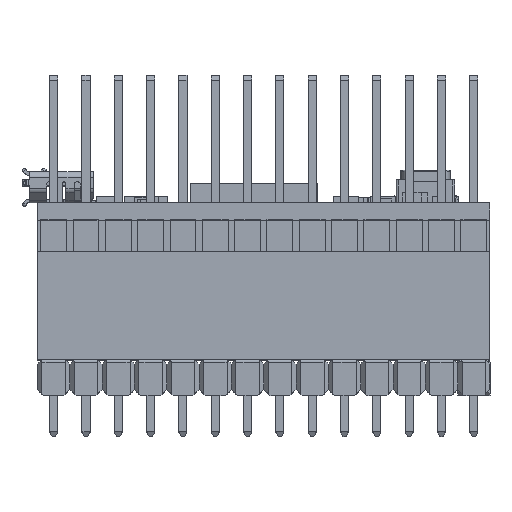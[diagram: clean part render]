
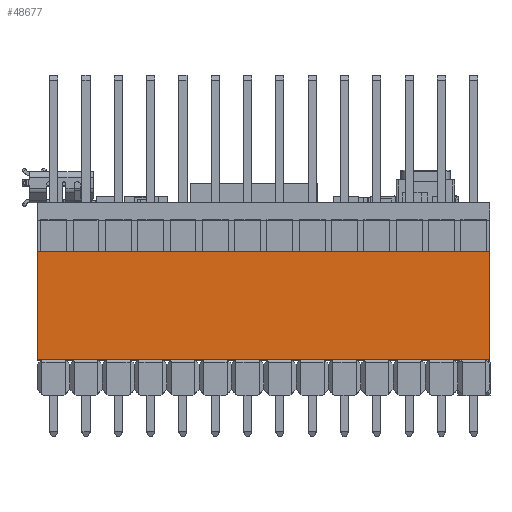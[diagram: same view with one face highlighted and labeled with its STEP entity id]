
A CAD part, top view. The second image highlights one B-rep face of the part: STEP entity #48677.
In plain terms, the highlighted face is planar.
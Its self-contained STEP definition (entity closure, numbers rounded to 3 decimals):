
#1375=PLANE('',#52218);
#4281=FACE_OUTER_BOUND('',#7097,.T.);
#7097=EDGE_LOOP('',(#37998,#37999,#38000,#38001));
#10479=LINE('',#72208,#16480);
#10501=LINE('',#72252,#16502);
#10725=LINE('',#72700,#16726);
#10767=LINE('',#72784,#16768);
#16480=VECTOR('',#58564,10.);
#16502=VECTOR('',#58602,10.);
#16726=VECTOR('',#58984,10.);
#16768=VECTOR('',#59084,10.);
#23203=VERTEX_POINT('',#72201);
#23206=VERTEX_POINT('',#72206);
#23220=VERTEX_POINT('',#72250);
#23365=VERTEX_POINT('',#72698);
#28435=EDGE_CURVE('',#23203,#23206,#10479,.T.);
#28457=EDGE_CURVE('',#23220,#23206,#10501,.T.);
#28681=EDGE_CURVE('',#23365,#23220,#10725,.T.);
#28723=EDGE_CURVE('',#23365,#23203,#10767,.T.);
#37998=ORIENTED_EDGE('',*,*,#28723,.T.);
#37999=ORIENTED_EDGE('',*,*,#28435,.T.);
#38000=ORIENTED_EDGE('',*,*,#28457,.F.);
#38001=ORIENTED_EDGE('',*,*,#28681,.F.);
#48677=ADVANCED_FACE('',(#4281),#1375,.T.);
#52218=AXIS2_PLACEMENT_3D('',#72783,#59082,#59083);
#58564=DIRECTION('',(0.,0.,1.));
#58602=DIRECTION('',(-1.,0.,0.));
#58984=DIRECTION('',(0.,0.,1.));
#59082=DIRECTION('center_axis',(0.,1.,0.));
#59083=DIRECTION('ref_axis',(-1.,0.,0.));
#59084=DIRECTION('',(-1.,0.,0.));
#72201=CARTESIAN_POINT('',(0.,2.413,0.));
#72206=CARTESIAN_POINT('',(0.,2.413,8.509));
#72208=CARTESIAN_POINT('',(0.,2.413,0.));
#72250=CARTESIAN_POINT('',(35.56,2.413,8.509));
#72252=CARTESIAN_POINT('',(35.56,2.413,8.509));
#72698=CARTESIAN_POINT('',(35.56,2.413,0.));
#72700=CARTESIAN_POINT('',(35.56,2.413,0.));
#72783=CARTESIAN_POINT('Origin',(35.56,2.413,0.));
#72784=CARTESIAN_POINT('',(35.56,2.413,0.));
